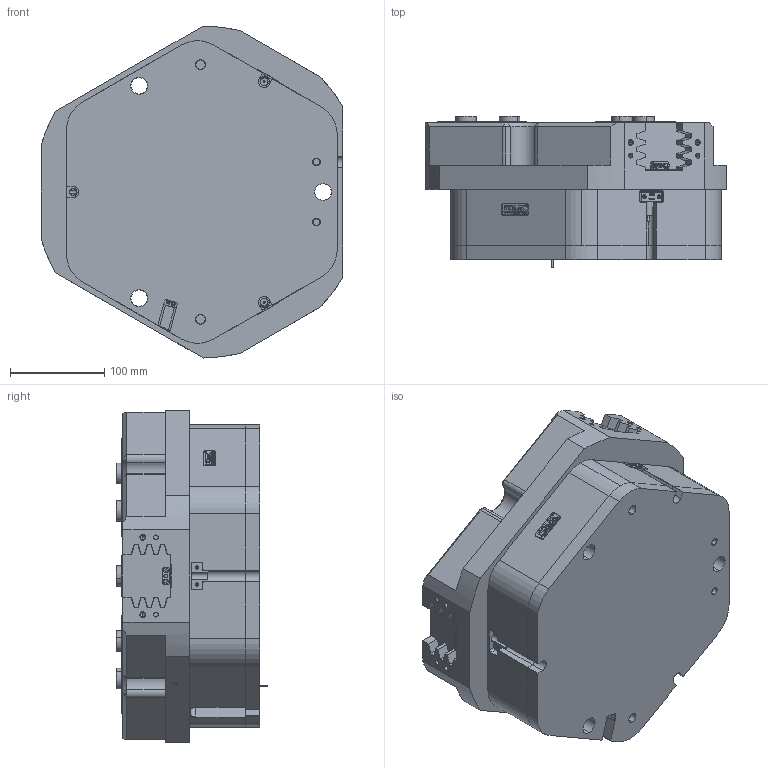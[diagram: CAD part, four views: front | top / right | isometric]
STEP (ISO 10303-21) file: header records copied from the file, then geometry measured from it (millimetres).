
FILE_DESCRIPTION (( 'STEP AP203' ), '1' );
FILE_NAME ('FZ220-352-S.STEP', '2025-04-02T07:13:12', ( 'USER-' ), ( 'Microsoft' ), 'SwSTEP 2.0', 'SolidWorks 2018', '' );
FILE_SCHEMA (( 'CONFIG_CONTROL_DESIGN' ));
Length unit declared in the file: millimetre
Products named in the file (13): FZ220-352-S; TZT220-352-M-02 賑輸-S; 内六角圆柱头螺钉[GBT70_1-2008][M3×12]; TZT220-352-M-01 褲极; 20241226-M4 M4換覜ん揤輸; ﾏ擎ﾗ22｡ﾁ18｡ﾁ14; 32x12-R2; 湮覜聆假蚾璃; 棠羲換覜ん; TZT220-352-M-06 笢猾啣; TZT220-352-M-20 囀笢猾啣; 电容传感器; TZT220-352-M-05 菁裔啣
Assembly tree (31 placements, depth 2):
  FZ220-352-S
    TZT220-352-M-05 菁裔啣
    电容传感器  x2
    TZT220-352-M-01 褲极
    TZT220-352-M-06 笢猾啣
    湮覜聆假蚾璃  x3
    TZT220-352-M-20 囀笢猾啣  x3
    内六角圆柱头螺钉[GBT70_1-2008][M3×12]  x6
    20241226-M4 M4換覜ん揤輸  x2
    棠羲換覜ん  x2
    32x12-R2
    ﾏ擎ﾗ22｡ﾁ18｡ﾁ14  x6
    TZT220-352-M-02 賑輸-S  x3
Bounding box: 320 x 160.45 x 351.96 mm (x, y, z)
Volume: 10433605.5 mm3; surface area: 792737.4 mm2
Topology: 43 solids, 43 shells, 2360 faces, 6148 edges, 3943 vertices
Faces by surface type: plane 1174, cylinder 543, bspline 379, cone 240, torus 24
Entity records: 61491 total; most frequent: CARTESIAN_POINT 19975, ORIENTED_EDGE 8616, DIRECTION 7474, EDGE_CURVE 4308, VECTOR 2832, LINE 2832, VERTEX_POINT 2793, AXIS2_PLACEMENT_3D 2321
